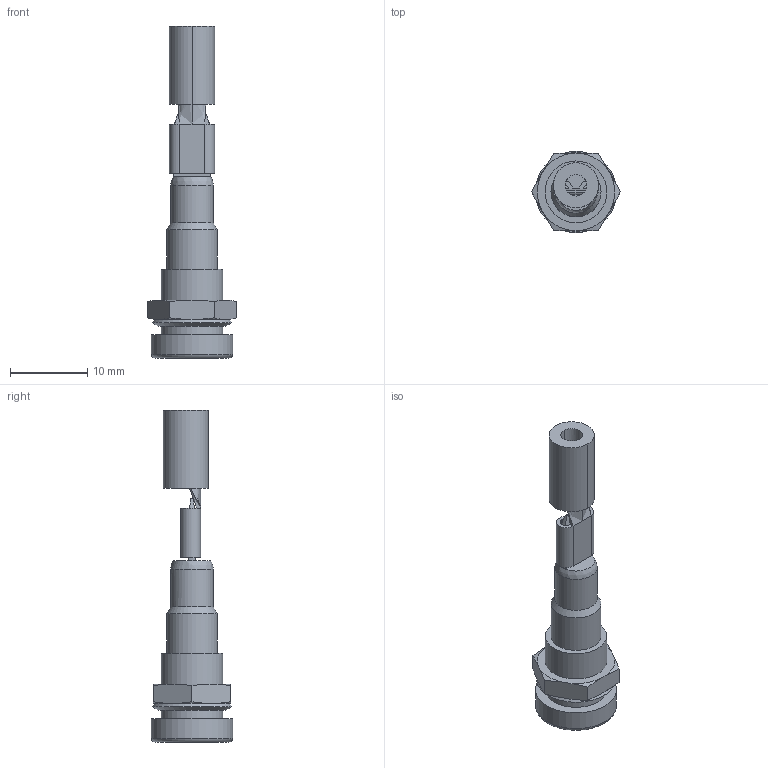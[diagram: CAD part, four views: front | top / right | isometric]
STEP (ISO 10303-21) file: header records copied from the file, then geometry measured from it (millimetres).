
FILE_DESCRIPTION(('FreeCAD Model'),'2;1');
FILE_NAME('Open CASCADE Shape Model','2022-01-24T04:24:27',('Author'),( ''),'Open CASCADE STEP processor 7.5','FreeCAD','Unknown');
FILE_SCHEMA(('AUTOMOTIVE_DESIGN { 1 0 10303 214 1 1 1 1 }'));
Length unit declared in the file: millimetre
Products named in the file (5): 4mmBanana_with_QC_socket; Female Quick-Connect-4_8mm-Red002; J101_LB_I4R_A-black_5F7DF82B002; J101_LB_I4R_A-black_5F7DF82B; J101_LB_I4R_A-black_5F7DF82B001
Assembly tree (4 placements, depth 3):
  4mmBanana_with_QC_socket
    Female Quick-Connect-4_8mm-Red002
    J101_LB_I4R_A-black_5F7DF82B002
      J101_LB_I4R_A-black_5F7DF82B
      J101_LB_I4R_A-black_5F7DF82B001
Bounding box: 11.55 x 10.5 x 43 mm (x, y, z)
Volume: 1114.7 mm3; surface area: 1757.1 mm2
Topology: 3 solids, 3 shells, 82 faces, 190 edges, 118 vertices
Faces by surface type: plane 31, cylinder 22, cone 21, bspline 6, torus 2
Full cylindrical faces by diameter (mm): 1.4 x1, 4 x1, 5.2 x1, 5.5 x1, 6.5 x1, 8 x2, 10.5 x1
Entity records: 2862 total; most frequent: CARTESIAN_POINT 547, ORIENTED_EDGE 378, DIRECTION 376, EDGE_CURVE 189, AXIS2_PLACEMENT_3D 156, VERTEX_POINT 118, FACE_BOUND 93, EDGE_LOOP 93
